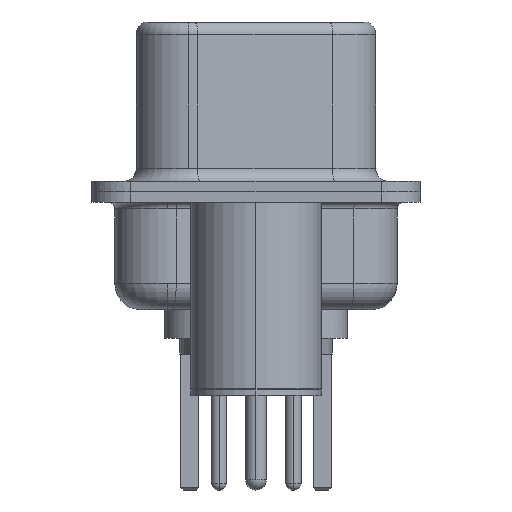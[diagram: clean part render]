
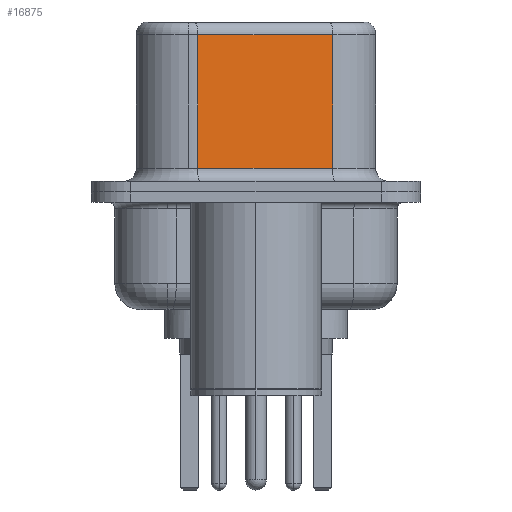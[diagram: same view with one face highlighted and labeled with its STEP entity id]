
A CAD part, left-side view. The second image highlights one B-rep face of the part: STEP entity #16875.
In plain terms, the highlighted planar face has unit normal (-0.985, -0.174, 0).
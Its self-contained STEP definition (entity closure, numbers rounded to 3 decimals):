
#283 = LINE ( 'NONE', #8659, #12826 ) ;
#1924 = DIRECTION ( 'NONE',  ( 0.174, -0.985, 0. ) ) ;
#2003 = LINE ( 'NONE', #2528, #9826 ) ;
#2528 = CARTESIAN_POINT ( 'NONE',  ( 4.585, -2.927, 0.9 ) ) ;
#2536 = ORIENTED_EDGE ( 'NONE', *, *, #6309, .F. ) ;
#2624 = ORIENTED_EDGE ( 'NONE', *, *, #3764, .T. ) ;
#2666 = ORIENTED_EDGE ( 'NONE', *, *, #18819, .T. ) ;
#2757 = ORIENTED_EDGE ( 'NONE', *, *, #4269, .T. ) ;
#2873 = CARTESIAN_POINT ( 'NONE',  ( 3.675, 2.233, 0.9 ) ) ;
#3288 = DIRECTION ( 'NONE',  ( 0.985, 0.174, 0. ) ) ;
#3764 = EDGE_CURVE ( 'NONE', #16147, #18647, #17723, .T. ) ;
#4131 = CARTESIAN_POINT ( 'NONE',  ( 4.585, -2.927, 6.52 ) ) ;
#4269 = EDGE_CURVE ( 'NONE', #11511, #5595, #2003, .T. ) ;
#5499 = EDGE_LOOP ( 'NONE', ( #2536, #2624, #2666, #2757 ) ) ;
#5595 = VERTEX_POINT ( 'NONE', #11623 ) ;
#5670 = DIRECTION ( 'NONE',  ( 0., 0., -1. ) ) ;
#6309 = EDGE_CURVE ( 'NONE', #16147, #5595, #19115, .T. ) ;
#6320 = CARTESIAN_POINT ( 'NONE',  ( 4.585, -2.927, 6.52 ) ) ;
#6377 = AXIS2_PLACEMENT_3D ( 'NONE', #6320, #3288, #14175 ) ;
#8659 = CARTESIAN_POINT ( 'NONE',  ( 3.675, 2.233, 6.52 ) ) ;
#9826 = VECTOR ( 'NONE', #1924, 1000. ) ;
#11289 = DIRECTION ( 'NONE',  ( -0.174, 0.985, 0. ) ) ;
#11496 = CARTESIAN_POINT ( 'NONE',  ( 4.585, -2.927, 6.02 ) ) ;
#11511 = VERTEX_POINT ( 'NONE', #2873 ) ;
#11623 = CARTESIAN_POINT ( 'NONE',  ( 4.585, -2.927, 0.9 ) ) ;
#12826 = VECTOR ( 'NONE', #18057, 1000. ) ;
#12985 = CARTESIAN_POINT ( 'NONE',  ( 3.675, 2.233, 6.02 ) ) ;
#13050 = VECTOR ( 'NONE', #11289, 1000. ) ;
#14175 = DIRECTION ( 'NONE',  ( -0.174, 0.985, 0. ) ) ;
#16147 = VERTEX_POINT ( 'NONE', #17658 ) ;
#16875 = ADVANCED_FACE ( 'NONE', ( #17598 ), #18856, .F. ) ;
#17598 = FACE_OUTER_BOUND ( 'NONE', #5499, .T. ) ;
#17658 = CARTESIAN_POINT ( 'NONE',  ( 4.585, -2.927, 6.02 ) ) ;
#17723 = LINE ( 'NONE', #11496, #13050 ) ;
#18057 = DIRECTION ( 'NONE',  ( 0., 0., -1. ) ) ;
#18647 = VERTEX_POINT ( 'NONE', #12985 ) ;
#18819 = EDGE_CURVE ( 'NONE', #18647, #11511, #283, .T. ) ;
#18856 = PLANE ( 'NONE',  #6377 ) ;
#19115 = LINE ( 'NONE', #4131, #20085 ) ;
#20085 = VECTOR ( 'NONE', #5670, 1000. ) ;
